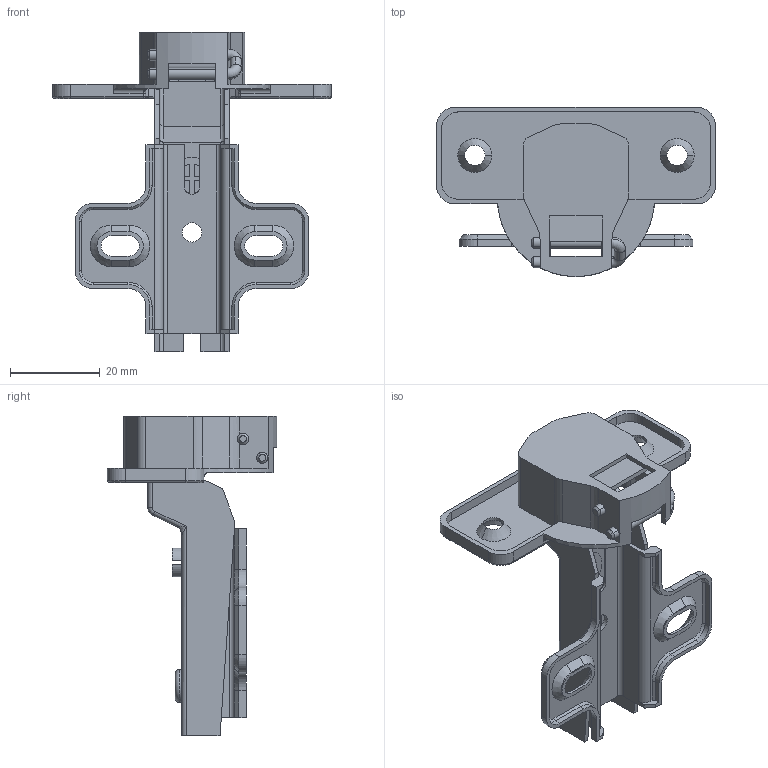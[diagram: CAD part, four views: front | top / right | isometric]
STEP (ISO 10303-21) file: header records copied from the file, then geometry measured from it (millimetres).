
FILE_DESCRIPTION (( 'STEP AP214' ), '1' );
FILE_NAME ('F000130_CLOSED_3D.step', '2022-11-21T17:59:28', ( '' ), ( '' ), 'SwSTEP 2.0', 'SolidWorks 2020', '' );
FILE_SCHEMA (( 'AUTOMOTIVE_DESIGN' ));
Length unit declared in the file: millimetre
Products named in the file (7): F000130-raminko; NS20,NS10-podlozka; Vidlice; 鋀p; Spoj raminka miska -NS; F000130_CLOSED_3D; Miska
Assembly tree (6 placements, depth 2):
  F000130_CLOSED_3D
    F000130-raminko
    NS20,NS10-podlozka
    Miska
    Vidlice
    Spoj raminka miska -NS
    鋀p
Bounding box: 62 x 37.7 x 71 mm (x, y, z)
Volume: 8266.5 mm3; surface area: 17565.1 mm2
Topology: 6 solids, 6 shells, 447 faces, 1180 edges, 742 vertices
Faces by surface type: plane 215, cylinder 162, cone 36, torus 23, bspline 8, sphere 3
Entity records: 14376 total; most frequent: CARTESIAN_POINT 2828, DIRECTION 2416, ORIENTED_EDGE 2348, EDGE_CURVE 1174, AXIS2_PLACEMENT_3D 838, VERTEX_POINT 742, VECTOR 740, LINE 740
